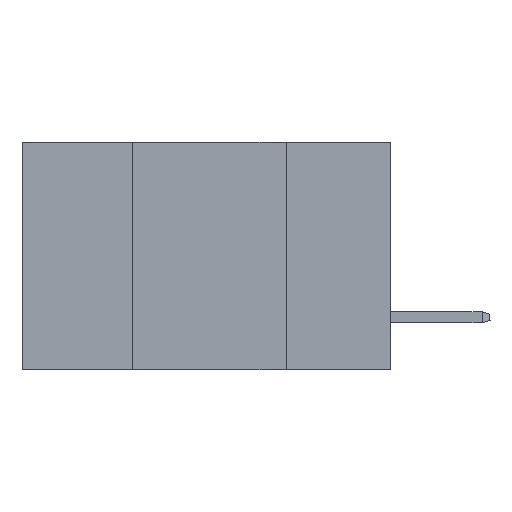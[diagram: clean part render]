
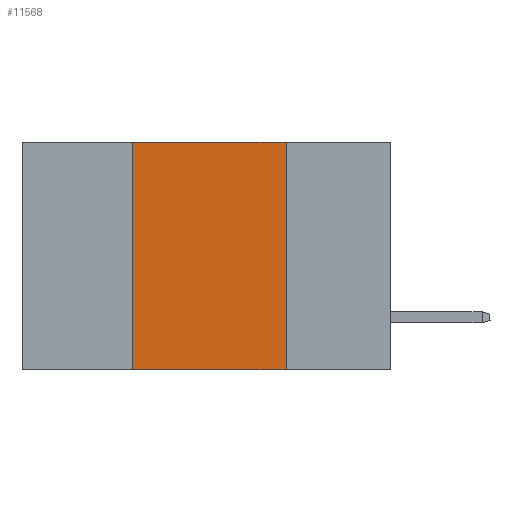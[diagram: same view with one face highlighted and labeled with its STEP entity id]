
A CAD part, left-side view. The second image highlights one B-rep face of the part: STEP entity #11568.
In plain terms, the highlighted planar face has unit normal (-1, 0, 0).
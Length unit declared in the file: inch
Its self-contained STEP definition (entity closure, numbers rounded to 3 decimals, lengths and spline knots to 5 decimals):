
#52 = VERTEX_POINT ( 'NONE', #9555 ) ;
#1429 = LINE ( 'NONE', #21415, #6169 ) ;
#2381 = EDGE_CURVE ( 'NONE', #52, #3625, #17984, .T. ) ;
#2850 = CARTESIAN_POINT ( 'NONE',  ( 0., 0.17, 0. ) ) ;
#3419 = DIRECTION ( 'NONE',  ( 0., -1., 0. ) ) ;
#3480 = EDGE_CURVE ( 'NONE', #5083, #7856, #8789, .T. ) ;
#3625 = VERTEX_POINT ( 'NONE', #9541 ) ;
#4152 = CARTESIAN_POINT ( 'NONE',  ( 0., 0.6, 0. ) ) ;
#4284 = CARTESIAN_POINT ( 'NONE',  ( 0., 0.42, 0. ) ) ;
#4900 = EDGE_CURVE ( 'NONE', #7856, #3625, #14521, .T. ) ;
#5083 = VERTEX_POINT ( 'NONE', #4284 ) ;
#5840 = CARTESIAN_POINT ( 'NONE',  ( 0., 0.6, 0. ) ) ;
#6169 = VECTOR ( 'NONE', #11333, 39.37008 ) ;
#6749 = ORIENTED_EDGE ( 'NONE', *, *, #2381, .T. ) ;
#7856 = VERTEX_POINT ( 'NONE', #2850 ) ;
#8789 = LINE ( 'NONE', #4152, #16152 ) ;
#9040 = VECTOR ( 'NONE', #3419, 39.37008 ) ;
#9541 = CARTESIAN_POINT ( 'NONE',  ( 0., 0.17, -0.37 ) ) ;
#9555 = CARTESIAN_POINT ( 'NONE',  ( 0., 0.42, -0.37 ) ) ;
#10027 = ORIENTED_EDGE ( 'NONE', *, *, #4900, .F. ) ;
#10633 = DIRECTION ( 'NONE',  ( 1., 0., 0. ) ) ;
#11275 = EDGE_CURVE ( 'NONE', #52, #5083, #1429, .T. ) ;
#11333 = DIRECTION ( 'NONE',  ( 0., 0., 1. ) ) ;
#11386 = EDGE_LOOP ( 'NONE', ( #10027, #14696, #16172, #6749 ) ) ;
#11444 = AXIS2_PLACEMENT_3D ( 'NONE', #5840, #10633, #15752 ) ;
#11568 = ADVANCED_FACE ( 'NONE', ( #15377 ), #15923, .F. ) ;
#12599 = DIRECTION ( 'NONE',  ( 0., -1., 0. ) ) ;
#13890 = CARTESIAN_POINT ( 'NONE',  ( 0., 0.17, 0. ) ) ;
#14521 = LINE ( 'NONE', #13890, #18439 ) ;
#14696 = ORIENTED_EDGE ( 'NONE', *, *, #3480, .F. ) ;
#15377 = FACE_OUTER_BOUND ( 'NONE', #11386, .T. ) ;
#15752 = DIRECTION ( 'NONE',  ( 0., 0., -1. ) ) ;
#15923 = PLANE ( 'NONE',  #11444 ) ;
#16152 = VECTOR ( 'NONE', #12599, 39.37008 ) ;
#16172 = ORIENTED_EDGE ( 'NONE', *, *, #11275, .F. ) ;
#17106 = CARTESIAN_POINT ( 'NONE',  ( 0., 0.6, -0.37 ) ) ;
#17353 = DIRECTION ( 'NONE',  ( 0., 0., -1. ) ) ;
#17984 = LINE ( 'NONE', #17106, #9040 ) ;
#18439 = VECTOR ( 'NONE', #17353, 39.37008 ) ;
#21415 = CARTESIAN_POINT ( 'NONE',  ( 0., 0.42, 0. ) ) ;
